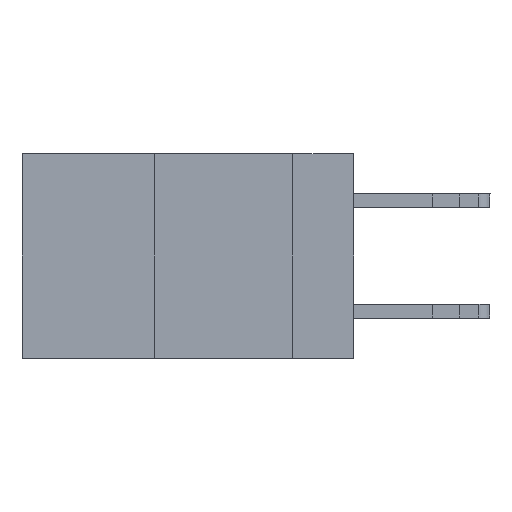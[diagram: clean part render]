
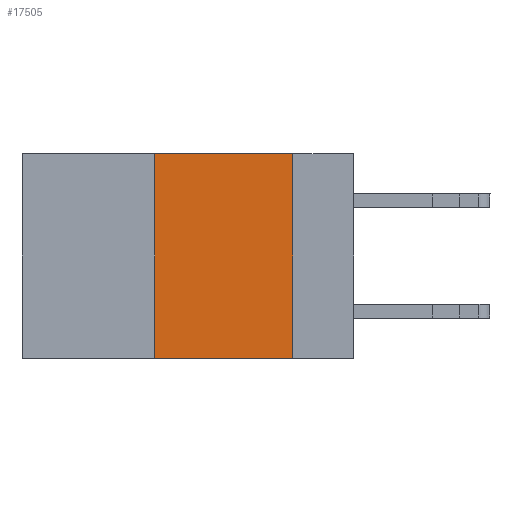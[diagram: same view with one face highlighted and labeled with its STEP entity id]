
A CAD part, left-side view. The second image highlights one B-rep face of the part: STEP entity #17505.
In plain terms, the highlighted planar face has unit normal (-1, 0, 0).
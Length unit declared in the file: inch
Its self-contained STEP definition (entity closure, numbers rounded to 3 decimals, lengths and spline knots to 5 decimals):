
#1238 = CARTESIAN_POINT ( 'NONE',  ( 0., 0.6, -0.37 ) ) ;
#1477 = CARTESIAN_POINT ( 'NONE',  ( 0., 0.11, 0. ) ) ;
#3227 = CARTESIAN_POINT ( 'NONE',  ( 0., 0.36, -0.37 ) ) ;
#3828 = LINE ( 'NONE', #7676, #10620 ) ;
#3993 = DIRECTION ( 'NONE',  ( 0., -1., 0. ) ) ;
#4938 = VECTOR ( 'NONE', #3993, 39.37008 ) ;
#5352 = EDGE_CURVE ( 'NONE', #32145, #7357, #27943, .T. ) ;
#5673 = AXIS2_PLACEMENT_3D ( 'NONE', #22093, #19732, #27378 ) ;
#6778 = DIRECTION ( 'NONE',  ( 0., 0., -1. ) ) ;
#7125 = CARTESIAN_POINT ( 'NONE',  ( 0., 0.11, 0. ) ) ;
#7357 = VERTEX_POINT ( 'NONE', #32708 ) ;
#7676 = CARTESIAN_POINT ( 'NONE',  ( 0., 0.6, 0. ) ) ;
#9574 = PLANE ( 'NONE',  #5673 ) ;
#9831 = VERTEX_POINT ( 'NONE', #21418 ) ;
#10620 = VECTOR ( 'NONE', #28056, 39.37008 ) ;
#10808 = LINE ( 'NONE', #1477, #22857 ) ;
#11727 = CARTESIAN_POINT ( 'NONE',  ( 0., 0.36, 0. ) ) ;
#14007 = VECTOR ( 'NONE', #31776, 39.37008 ) ;
#15766 = ORIENTED_EDGE ( 'NONE', *, *, #24351, .F. ) ;
#17424 = EDGE_CURVE ( 'NONE', #32145, #9831, #20503, .T. ) ;
#17505 = ADVANCED_FACE ( 'NONE', ( #21726 ), #9574, .F. ) ;
#19732 = DIRECTION ( 'NONE',  ( 1., 0., 0. ) ) ;
#20155 = ORIENTED_EDGE ( 'NONE', *, *, #5352, .F. ) ;
#20503 = LINE ( 'NONE', #1238, #4938 ) ;
#20975 = EDGE_LOOP ( 'NONE', ( #21636, #15766, #20155, #24669 ) ) ;
#21418 = CARTESIAN_POINT ( 'NONE',  ( 0., 0.11, -0.37 ) ) ;
#21636 = ORIENTED_EDGE ( 'NONE', *, *, #29393, .F. ) ;
#21726 = FACE_OUTER_BOUND ( 'NONE', #20975, .T. ) ;
#22093 = CARTESIAN_POINT ( 'NONE',  ( 0., 0.6, 0. ) ) ;
#22857 = VECTOR ( 'NONE', #6778, 39.37008 ) ;
#24167 = VERTEX_POINT ( 'NONE', #7125 ) ;
#24351 = EDGE_CURVE ( 'NONE', #7357, #24167, #3828, .T. ) ;
#24669 = ORIENTED_EDGE ( 'NONE', *, *, #17424, .T. ) ;
#27378 = DIRECTION ( 'NONE',  ( 0., 0., -1. ) ) ;
#27943 = LINE ( 'NONE', #11727, #14007 ) ;
#28056 = DIRECTION ( 'NONE',  ( 0., -1., 0. ) ) ;
#29393 = EDGE_CURVE ( 'NONE', #24167, #9831, #10808, .T. ) ;
#31776 = DIRECTION ( 'NONE',  ( 0., 0., 1. ) ) ;
#32145 = VERTEX_POINT ( 'NONE', #3227 ) ;
#32708 = CARTESIAN_POINT ( 'NONE',  ( 0., 0.36, 0. ) ) ;
